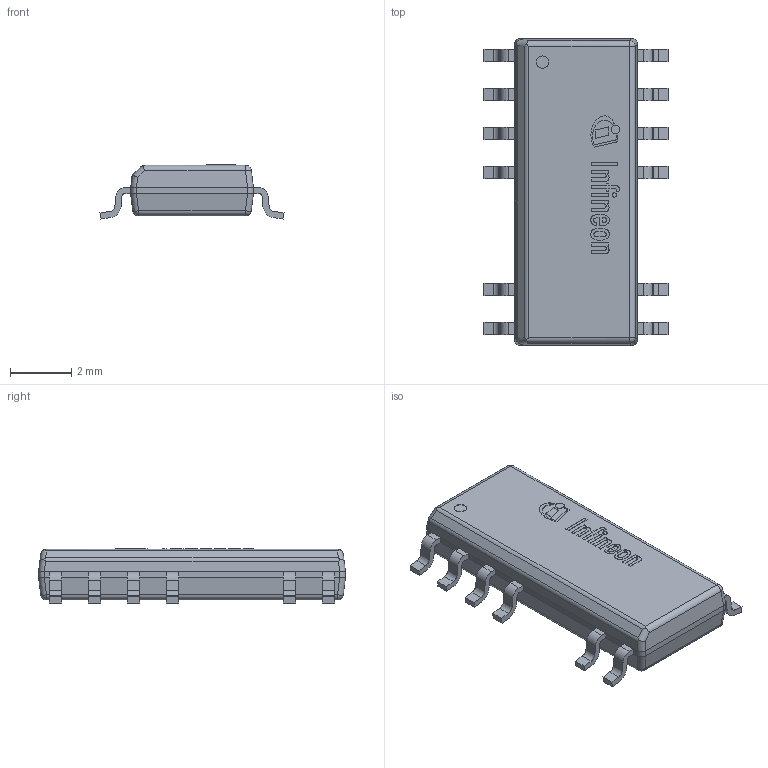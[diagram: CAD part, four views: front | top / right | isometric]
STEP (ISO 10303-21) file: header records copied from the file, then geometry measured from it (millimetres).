
FILE_DESCRIPTION(/* description */ (''),/* implementation_level */ '2;1');
FILE_NAME(/* name */ 'PG-DSO-12-21_Z8B00170697_V02_3D.stp',/* time_stamp */ '2019-05-16T15:55:41+05:00',/* author */ ('janartha'),/* organization */ (''),/* preprocessor_version */ 'ST-DEVELOPER v16.13',/* originating_system */ 'AutoCAD Mechanical',/* authorisation */ '');
FILE_SCHEMA (('AUTOMOTIVE_DESIGN { 1 0 10303 214 3 1 1 }'));
Length unit declared in the file: millimetre
Products named in the file (1): Product
Bounding box: 6 x 10 x 1.76 mm (x, y, z)
Volume: 64.9 mm3; surface area: 303.6 mm2
Topology: 28 solids, 28 shells, 333 faces, 810 edges, 534 vertices
Faces by surface type: plane 231, cylinder 77, bspline 19, sphere 6
Full cylindrical faces by diameter (mm): 0.142 x1, 0.287 x1, 0.4 x2
Entity records: 9905 total; most frequent: CARTESIAN_POINT 2093, ORIENTED_EDGE 1612, DIRECTION 1552, EDGE_CURVE 806, LINE 614, VECTOR 614, VERTEX_POINT 534, AXIS2_PLACEMENT_3D 469
